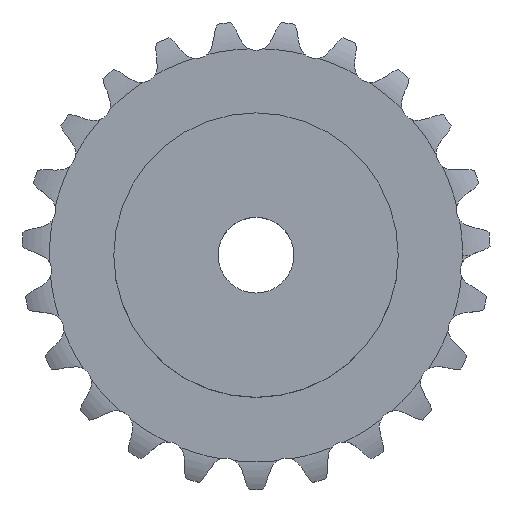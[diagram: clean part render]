
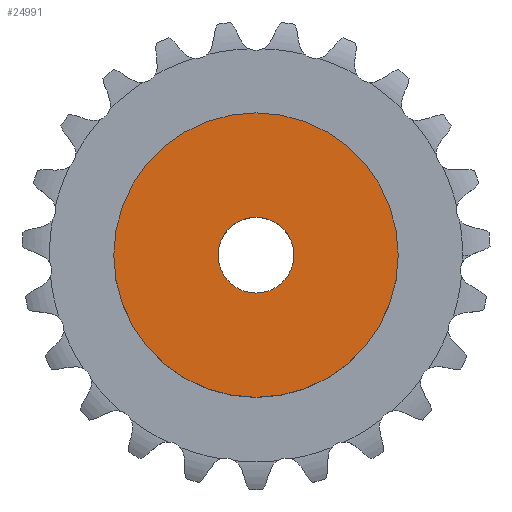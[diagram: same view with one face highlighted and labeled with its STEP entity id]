
A CAD part, top view. The second image highlights one B-rep face of the part: STEP entity #24991.
In plain terms, the highlighted planar face has unit normal (0, 0, 1).
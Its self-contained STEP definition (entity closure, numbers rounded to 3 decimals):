
#3213 = CYLINDRICAL_SURFACE('',#3214,15.);
#3214 = AXIS2_PLACEMENT_3D('',#3215,#3216,#3217);
#3215 = CARTESIAN_POINT('',(0.,0.,0.));
#3216 = DIRECTION('',(-0.,-0.,-1.));
#3217 = DIRECTION('',(1.,0.,0.));
#16021 = VERTEX_POINT('',#16022);
#16022 = CARTESIAN_POINT('',(15.,0.,14.));
#16043 = EDGE_CURVE('',#16021,#16021,#16044,.T.);
#16044 = SURFACE_CURVE('',#16045,(#16050,#16057),.PCURVE_S1.);
#16045 = CIRCLE('',#16046,15.);
#16046 = AXIS2_PLACEMENT_3D('',#16047,#16048,#16049);
#16047 = CARTESIAN_POINT('',(0.,0.,14.));
#16048 = DIRECTION('',(0.,0.,1.));
#16049 = DIRECTION('',(1.,0.,0.));
#16050 = PCURVE('',#3213,#16051);
#16051 = DEFINITIONAL_REPRESENTATION('',(#16052),#16056);
#16052 = LINE('',#16053,#16054);
#16053 = CARTESIAN_POINT('',(-0.,-14.));
#16054 = VECTOR('',#16055,1.);
#16055 = DIRECTION('',(-1.,0.));
#16056 = ( GEOMETRIC_REPRESENTATION_CONTEXT(2) 
PARAMETRIC_REPRESENTATION_CONTEXT() REPRESENTATION_CONTEXT('2D SPACE',''
  ) );
#16057 = PCURVE('',#16058,#16063);
#16058 = PLANE('',#16059);
#16059 = AXIS2_PLACEMENT_3D('',#16060,#16061,#16062);
#16060 = CARTESIAN_POINT('',(0.,0.,14.)
  );
#16061 = DIRECTION('',(0.,0.,1.));
#16062 = DIRECTION('',(1.,0.,0.));
#16063 = DEFINITIONAL_REPRESENTATION('',(#16064),#16068);
#16064 = CIRCLE('',#16065,15.);
#16065 = AXIS2_PLACEMENT_2D('',#16066,#16067);
#16066 = CARTESIAN_POINT('',(0.,0.));
#16067 = DIRECTION('',(1.,0.));
#16068 = ( GEOMETRIC_REPRESENTATION_CONTEXT(2) 
PARAMETRIC_REPRESENTATION_CONTEXT() REPRESENTATION_CONTEXT('2D SPACE',''
  ) );
#21260 = CYLINDRICAL_SURFACE('',#21261,4.);
#21261 = AXIS2_PLACEMENT_3D('',#21262,#21263,#21264);
#21262 = CARTESIAN_POINT('',(0.,0.,76.904));
#21263 = DIRECTION('',(0.,0.,1.));
#21264 = DIRECTION('',(1.,0.,0.));
#24991 = ADVANCED_FACE('',(#24992,#24995),#16058,.T.);
#24992 = FACE_BOUND('',#24993,.T.);
#24993 = EDGE_LOOP('',(#24994));
#24994 = ORIENTED_EDGE('',*,*,#16043,.T.);
#24995 = FACE_BOUND('',#24996,.T.);
#24996 = EDGE_LOOP('',(#24997));
#24997 = ORIENTED_EDGE('',*,*,#24998,.F.);
#24998 = EDGE_CURVE('',#24999,#24999,#25001,.T.);
#24999 = VERTEX_POINT('',#25000);
#25000 = CARTESIAN_POINT('',(4.,0.,14.));
#25001 = SURFACE_CURVE('',#25002,(#25007,#25014),.PCURVE_S1.);
#25002 = CIRCLE('',#25003,4.);
#25003 = AXIS2_PLACEMENT_3D('',#25004,#25005,#25006);
#25004 = CARTESIAN_POINT('',(0.,0.,14.));
#25005 = DIRECTION('',(0.,0.,1.));
#25006 = DIRECTION('',(1.,0.,0.));
#25007 = PCURVE('',#16058,#25008);
#25008 = DEFINITIONAL_REPRESENTATION('',(#25009),#25013);
#25009 = CIRCLE('',#25010,4.);
#25010 = AXIS2_PLACEMENT_2D('',#25011,#25012);
#25011 = CARTESIAN_POINT('',(0.,0.));
#25012 = DIRECTION('',(1.,0.));
#25013 = ( GEOMETRIC_REPRESENTATION_CONTEXT(2) 
PARAMETRIC_REPRESENTATION_CONTEXT() REPRESENTATION_CONTEXT('2D SPACE',''
  ) );
#25014 = PCURVE('',#21260,#25015);
#25015 = DEFINITIONAL_REPRESENTATION('',(#25016),#25020);
#25016 = LINE('',#25017,#25018);
#25017 = CARTESIAN_POINT('',(0.,-62.904));
#25018 = VECTOR('',#25019,1.);
#25019 = DIRECTION('',(1.,0.));
#25020 = ( GEOMETRIC_REPRESENTATION_CONTEXT(2) 
PARAMETRIC_REPRESENTATION_CONTEXT() REPRESENTATION_CONTEXT('2D SPACE',''
  ) );
